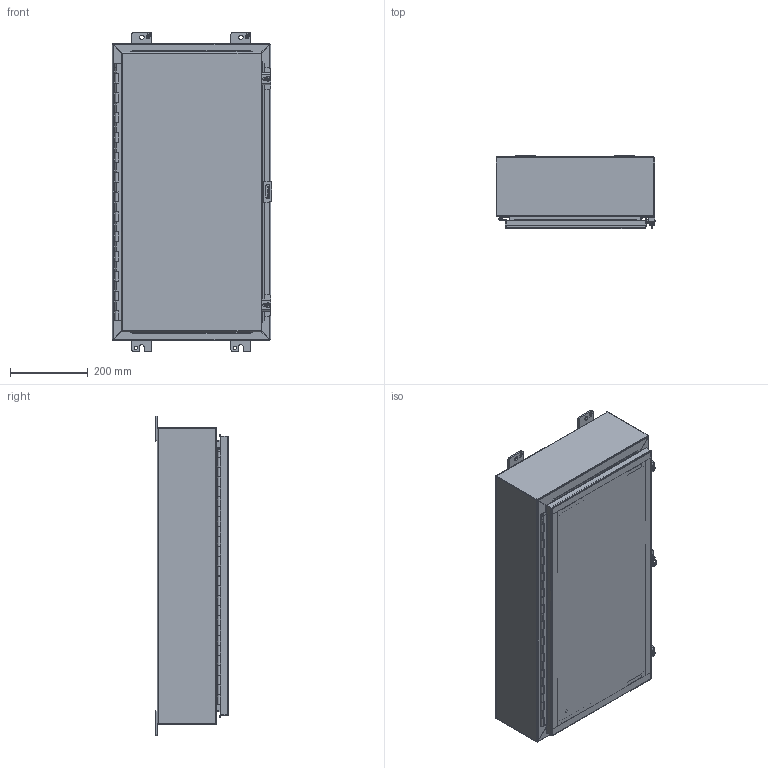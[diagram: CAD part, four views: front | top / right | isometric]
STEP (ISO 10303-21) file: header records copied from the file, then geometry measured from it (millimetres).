
FILE_DESCRIPTION (( 'STEP AP214' ), '1' );
FILE_NAME ('1418FG6.STEP', '2019-10-29T19:34:06', ( '' ), ( '' ), 'SwSTEP 2.0', 'SolidWorks 2019', '' );
FILE_SCHEMA (( 'AUTOMOTIVE_DESIGN' ));
Length unit declared in the file: inch
Products named in the file (1): 1418FG6
Bounding box: 409.57 x 188.9 x 819.15 mm (x, y, z)
Volume: 2965162.9 mm3; surface area: 3016061.6 mm2
Topology: 38 solids, 38 shells, 1034 faces, 2622 edges, 1693 vertices
Faces by surface type: plane 717, cylinder 269, bspline 40, cone 6, sphere 2
Full cylindrical faces by diameter (mm): 3.175 x1, 4.763 x1, 5.41 x2, 6.198 x2, 6.35 x2, 6.731 x2, 7.137 x2, 7.805 x2, 7.937 x2, 7.938 x2, 8.382 x4, 9.525 x4, 9.906 x2, 11.112 x2, 11.113 x2, 11.303 x2, 12.7 x6, 16.51 x4, 25.4 x2
Entity records: 46150 total; most frequent: CARTESIAN_POINT 8162, ORIENTED_EDGE 5116, DIRECTION 4891, EDGE_CURVE 2558, VECTOR 1959, LINE 1959, VERTEX_POINT 1693, AXIS2_PLACEMENT_3D 1466
